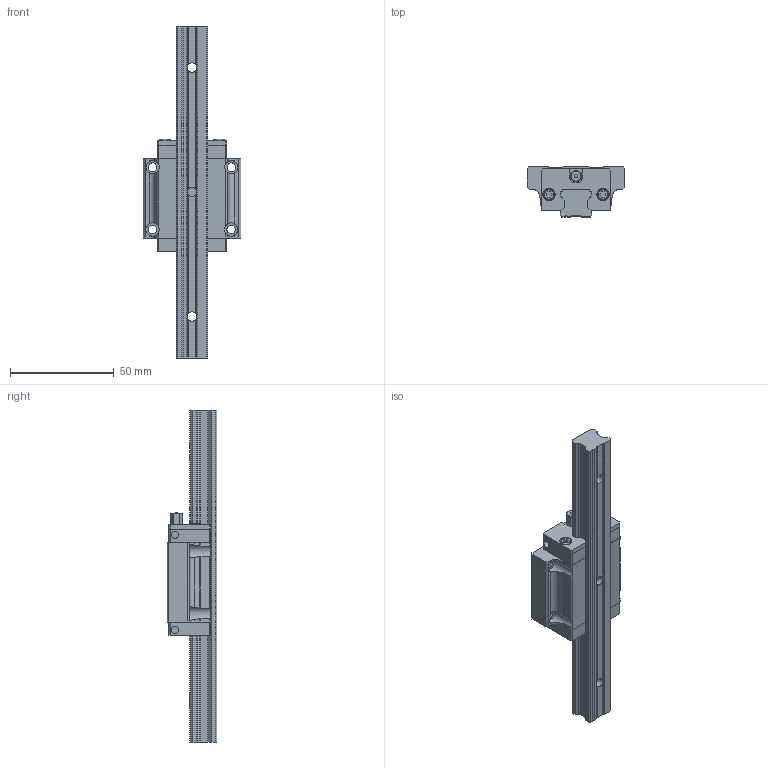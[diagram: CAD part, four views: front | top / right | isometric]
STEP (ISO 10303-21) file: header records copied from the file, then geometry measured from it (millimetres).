
FILE_DESCRIPTION (( 'STEP AP203' ), '1' );
FILE_NAME ('SBI 15 FLS.STEP', '2015-01-08T05:42:29', ( 'john' ), ( '' ), 'SwSTEP 2.0', 'SolidWorks 2013', '' );
FILE_SCHEMA (( 'CONFIG_CONTROL_DESIGN' ));
Length unit declared in the file: millimetre
Products named in the file (6): DEFAULT-1; 1N; DEFAULT-2; SBI 15 FLS; DEFAULT-4; DEFAULT-3
Assembly tree (6 placements, depth 2):
  SBI 15 FLS
    DEFAULT-1
    DEFAULT-2
    DEFAULT-3  x2
    DEFAULT-4
    1N
Bounding box: 47 x 24 x 160 mm (x, y, z)
Volume: 60514.4 mm3; surface area: 24525.2 mm2
Topology: 6 solids, 6 shells, 294 faces, 805 edges, 535 vertices
Faces by surface type: plane 203, cylinder 82, cone 6, torus 2, sphere 1
Full cylindrical faces by diameter (mm): 2.5 x4, 3.4 x4, 3.5 x6, 4 x1, 4.1 x1, 4.2 x4, 4.5 x3, 5.5 x2, 6 x2, 6.4 x4, 7.5 x3
Entity records: 8789 total; most frequent: CARTESIAN_POINT 1801, ORIENTED_EDGE 1314, DIRECTION 1252, EDGE_CURVE 657, LINE 462, VECTOR 462, VERTEX_POINT 457, AXIS2_PLACEMENT_3D 395
